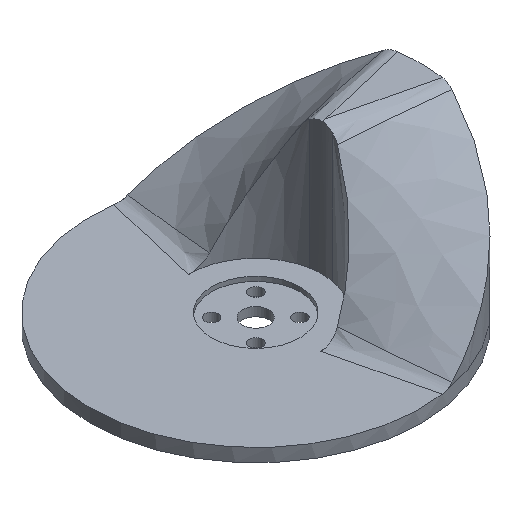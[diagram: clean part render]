
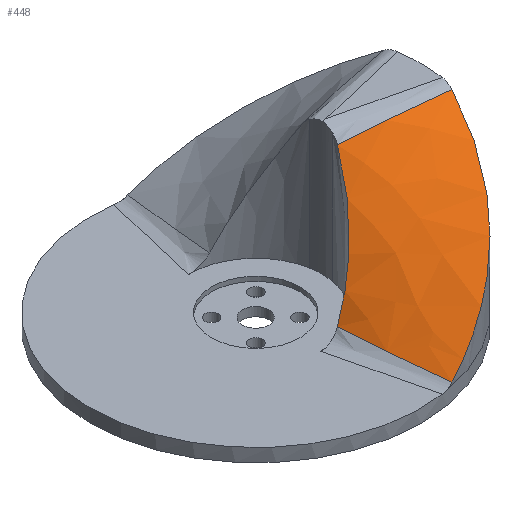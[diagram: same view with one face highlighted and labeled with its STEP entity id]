
A CAD part, isometric view. The second image highlights one B-rep face of the part: STEP entity #448.
In plain terms, the highlighted free-form (B-spline) face has degree [3, 3] with [4, 6] control points.
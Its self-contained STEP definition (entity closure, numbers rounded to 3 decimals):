
#47=B_SPLINE_CURVE_WITH_KNOTS('',3,(#715,#716,#717,#718,#719),
 .UNSPECIFIED.,.F.,.F.,(4,1,4),(0.,0.981,
2.227),.UNSPECIFIED.);
#56=B_SPLINE_CURVE_WITH_KNOTS('',3,(#1025,#1026,#1027,#1028,#1029),
 .UNSPECIFIED.,.F.,.F.,(4,1,4),(-2.227,-0.978,0.),
 .UNSPECIFIED.);
#75=B_SPLINE_CURVE_WITH_KNOTS('',3,(#1344,#1345,#1346,#1347,#1348,#1349),
 .UNSPECIFIED.,.F.,.F.,(4,1,1,4),(-1.188,-0.698,
-0.349,-0.033),.UNSPECIFIED.);
#76=B_SPLINE_CURVE_WITH_KNOTS('',3,(#1374,#1375,#1376,#1377,#1378,#1379),
 .UNSPECIFIED.,.F.,.F.,(4,1,1,4),(-1.124,-0.858,
-0.528,-0.097),.UNSPECIFIED.);
#83=B_SPLINE_SURFACE_WITH_KNOTS('',3,3,((#1350,#1351,#1352,#1353,#1354,
#1355),(#1356,#1357,#1358,#1359,#1360,#1361),(#1362,#1363,#1364,#1365,#1366,
#1367),(#1368,#1369,#1370,#1371,#1372,#1373)),.UNSPECIFIED.,.F.,.F.,.F.,
(4,4),(4,1,1,4),(-2.25,0.),(-1.188,-0.858,-0.528,
-0.033),.UNSPECIFIED.);
#119=FACE_OUTER_BOUND('',#147,.T.);
#147=EDGE_LOOP('',(#396,#397,#398,#399));
#210=VERTEX_POINT('',#684);
#212=VERTEX_POINT('',#714);
#222=VERTEX_POINT('',#1004);
#223=VERTEX_POINT('',#1024);
#259=EDGE_CURVE('',#210,#212,#47,.T.);
#271=EDGE_CURVE('',#222,#223,#56,.T.);
#299=EDGE_CURVE('',#223,#210,#75,.T.);
#300=EDGE_CURVE('',#222,#212,#76,.T.);
#396=ORIENTED_EDGE('',*,*,#259,.F.);
#397=ORIENTED_EDGE('',*,*,#299,.F.);
#398=ORIENTED_EDGE('',*,*,#271,.F.);
#399=ORIENTED_EDGE('',*,*,#300,.T.);
#448=ADVANCED_FACE('',(#119),#83,.F.);
#684=CARTESIAN_POINT('',(7.737,-36.693,0.817));
#714=CARTESIAN_POINT('',(4.03,-14.449,2.394));
#715=CARTESIAN_POINT('Ctrl Pts',(7.737,-36.693,0.817));
#716=CARTESIAN_POINT('Ctrl Pts',(7.224,-33.447,0.927));
#717=CARTESIAN_POINT('Ctrl Pts',(6.058,-26.067,1.241));
#718=CARTESIAN_POINT('Ctrl Pts',(4.857,-18.626,1.856));
#719=CARTESIAN_POINT('Ctrl Pts',(4.03,-14.448,2.394));
#1004=CARTESIAN_POINT('',(14.449,-4.03,27.606));
#1024=CARTESIAN_POINT('',(36.693,-7.737,29.183));
#1025=CARTESIAN_POINT('Ctrl Pts',(14.448,-4.03,27.606));
#1026=CARTESIAN_POINT('Ctrl Pts',(18.636,-4.858,28.145));
#1027=CARTESIAN_POINT('Ctrl Pts',(26.077,-6.06,28.759));
#1028=CARTESIAN_POINT('Ctrl Pts',(33.457,-7.225,29.073));
#1029=CARTESIAN_POINT('Ctrl Pts',(36.693,-7.737,29.183));
#1344=CARTESIAN_POINT('Ctrl Pts',(36.693,-7.737,29.183));
#1345=CARTESIAN_POINT('Ctrl Pts',(35.424,-13.732,25.17));
#1346=CARTESIAN_POINT('Ctrl Pts',(30.697,-23.45,18.299));
#1347=CARTESIAN_POINT('Ctrl Pts',(19.454,-32.869,8.844));
#1348=CARTESIAN_POINT('Ctrl Pts',(11.599,-35.878,3.402));
#1349=CARTESIAN_POINT('Ctrl Pts',(7.737,-36.693,0.817));
#1350=CARTESIAN_POINT('Ctrl Pts',(14.677,-3.095,29.183));
#1351=CARTESIAN_POINT('Ctrl Pts',(14.337,-4.709,26.481));
#1352=CARTESIAN_POINT('Ctrl Pts',(13.118,-7.824,21.078));
#1353=CARTESIAN_POINT('Ctrl Pts',(9.334,-12.295,11.623));
#1354=CARTESIAN_POINT('Ctrl Pts',(5.517,-14.167,4.869));
#1355=CARTESIAN_POINT('Ctrl Pts',(3.095,-14.677,0.817));
#1356=CARTESIAN_POINT('Ctrl Pts',(22.016,-4.642,29.183));
#1357=CARTESIAN_POINT('Ctrl Pts',(21.505,-7.064,26.481));
#1358=CARTESIAN_POINT('Ctrl Pts',(19.676,-11.736,21.078));
#1359=CARTESIAN_POINT('Ctrl Pts',(14.002,-18.443,11.623));
#1360=CARTESIAN_POINT('Ctrl Pts',(8.275,-21.25,4.869));
#1361=CARTESIAN_POINT('Ctrl Pts',(4.642,-22.016,0.817));
#1362=CARTESIAN_POINT('Ctrl Pts',(29.355,-6.189,29.183));
#1363=CARTESIAN_POINT('Ctrl Pts',(28.674,-9.419,26.481));
#1364=CARTESIAN_POINT('Ctrl Pts',(26.235,-15.648,21.078));
#1365=CARTESIAN_POINT('Ctrl Pts',(18.669,-24.59,11.623));
#1366=CARTESIAN_POINT('Ctrl Pts',(11.034,-28.333,4.869));
#1367=CARTESIAN_POINT('Ctrl Pts',(6.189,-29.355,0.817));
#1368=CARTESIAN_POINT('Ctrl Pts',(36.693,-7.737,29.183));
#1369=CARTESIAN_POINT('Ctrl Pts',(35.842,-11.774,26.481));
#1370=CARTESIAN_POINT('Ctrl Pts',(32.794,-19.56,21.078));
#1371=CARTESIAN_POINT('Ctrl Pts',(23.336,-30.738,11.623));
#1372=CARTESIAN_POINT('Ctrl Pts',(13.792,-35.416,4.869));
#1373=CARTESIAN_POINT('Ctrl Pts',(7.737,-36.693,0.817));
#1374=CARTESIAN_POINT('Ctrl Pts',(14.448,-4.03,27.606));
#1375=CARTESIAN_POINT('Ctrl Pts',(14.091,-5.31,25.43));
#1376=CARTESIAN_POINT('Ctrl Pts',(12.907,-8.072,20.553));
#1377=CARTESIAN_POINT('Ctrl Pts',(9.545,-12.047,12.149));
#1378=CARTESIAN_POINT('Ctrl Pts',(6.104,-13.867,5.92));
#1379=CARTESIAN_POINT('Ctrl Pts',(4.03,-14.448,2.394));
